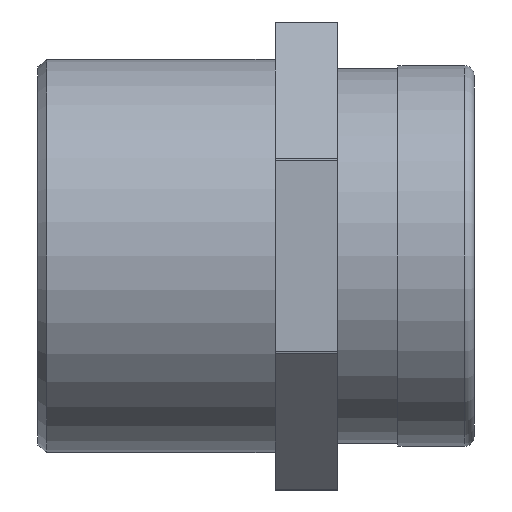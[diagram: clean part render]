
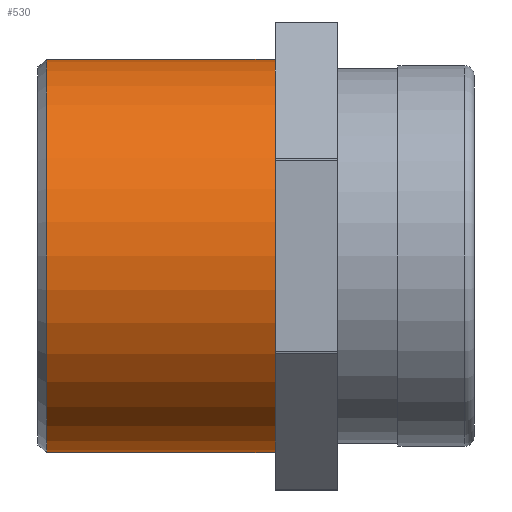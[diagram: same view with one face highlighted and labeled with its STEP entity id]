
A CAD part, front view. The second image highlights one B-rep face of the part: STEP entity #530.
In plain terms, the highlighted cylindrical face has radius 31.5 mm (diameter 63 mm), a full revolution.
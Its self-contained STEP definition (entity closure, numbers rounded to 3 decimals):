
#20=LINE('',#859,#59);
#59=VECTOR('',#693,31.5);
#97=CYLINDRICAL_SURFACE('',#595,31.5);
#124=FACE_OUTER_BOUND('',#160,.T.);
#160=EDGE_LOOP('',(#375,#376,#377,#378,#379));
#196=CIRCLE('',#590,31.5);
#197=CIRCLE('',#591,31.5);
#200=CIRCLE('',#596,31.5);
#231=VERTEX_POINT('',#846);
#232=VERTEX_POINT('',#847);
#235=VERTEX_POINT('',#857);
#284=EDGE_CURVE('',#231,#232,#196,.T.);
#285=EDGE_CURVE('',#232,#231,#197,.T.);
#289=EDGE_CURVE('',#235,#235,#200,.T.);
#290=EDGE_CURVE('',#235,#232,#20,.T.);
#375=ORIENTED_EDGE('',*,*,#289,.F.);
#376=ORIENTED_EDGE('',*,*,#290,.T.);
#377=ORIENTED_EDGE('',*,*,#284,.F.);
#378=ORIENTED_EDGE('',*,*,#285,.F.);
#379=ORIENTED_EDGE('',*,*,#290,.F.);
#530=ADVANCED_FACE('',(#124),#97,.T.);
#590=AXIS2_PLACEMENT_3D('',#848,#678,#679);
#591=AXIS2_PLACEMENT_3D('',#849,#680,#681);
#595=AXIS2_PLACEMENT_3D('',#856,#689,#690);
#596=AXIS2_PLACEMENT_3D('',#858,#691,#692);
#678=DIRECTION('center_axis',(-1.,0.,0.));
#679=DIRECTION('ref_axis',(0.,-1.,0.));
#680=DIRECTION('center_axis',(-1.,0.,0.));
#681=DIRECTION('ref_axis',(0.,-1.,0.));
#689=DIRECTION('center_axis',(1.,0.,0.));
#690=DIRECTION('ref_axis',(0.,1.,0.));
#691=DIRECTION('center_axis',(1.,0.,0.));
#692=DIRECTION('ref_axis',(0.,0.,-1.));
#693=DIRECTION('',(-1.,0.,0.));
#846=CARTESIAN_POINT('',(-41.6,31.5,0.));
#847=CARTESIAN_POINT('',(-41.6,-31.5,0.));
#848=CARTESIAN_POINT('Origin',(-41.6,0.,
0.));
#849=CARTESIAN_POINT('Origin',(-41.6,0.,
0.));
#856=CARTESIAN_POINT('Origin',(-24.,0.,0.));
#857=CARTESIAN_POINT('',(-5.,-31.5,0.));
#858=CARTESIAN_POINT('Origin',(-5.,0.,0.));
#859=CARTESIAN_POINT('',(-24.,-31.5,0.));
